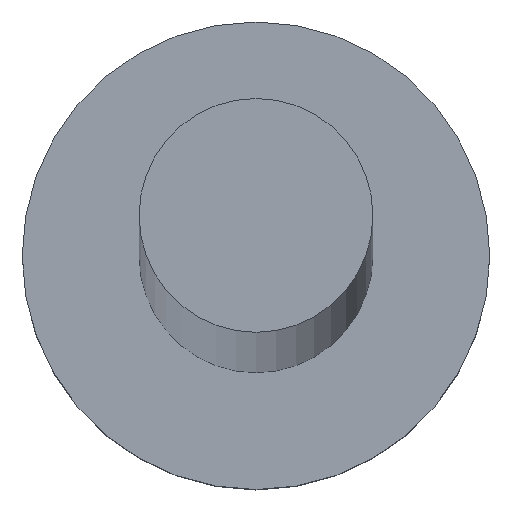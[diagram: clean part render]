
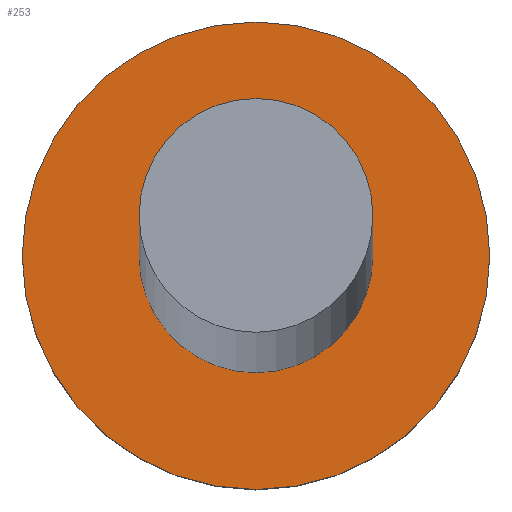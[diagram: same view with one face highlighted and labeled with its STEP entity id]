
A CAD part, top view. The second image highlights one B-rep face of the part: STEP entity #253.
In plain terms, the highlighted planar face has unit normal (0, 0, 1).
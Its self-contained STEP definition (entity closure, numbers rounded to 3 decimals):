
#2 = AXIS2_PLACEMENT_3D ( 'NONE', #211, #236, #239 ) ;
#3 = DIRECTION ( 'NONE',  ( 0., 0., 1. ) ) ;
#11 = VERTEX_POINT ( 'NONE', #47 ) ;
#18 = DIRECTION ( 'NONE',  ( 0., 0., 1. ) ) ;
#19 = DIRECTION ( 'NONE',  ( 1., 0., 0. ) ) ;
#23 = CARTESIAN_POINT ( 'NONE',  ( 0., 0., 2. ) ) ;
#35 = CARTESIAN_POINT ( 'NONE',  ( 0., 0., 2. ) ) ;
#38 = PLANE ( 'NONE',  #188 ) ;
#39 = CARTESIAN_POINT ( 'NONE',  ( -1., 0., 2. ) ) ;
#40 = FACE_OUTER_BOUND ( 'NONE', #146, .T. ) ;
#47 = CARTESIAN_POINT ( 'NONE',  ( 1., 0., 2. ) ) ;
#49 = ORIENTED_EDGE ( 'NONE', *, *, #89, .F. ) ;
#62 = AXIS2_PLACEMENT_3D ( 'NONE', #23, #194, #138 ) ;
#64 = ORIENTED_EDGE ( 'NONE', *, *, #158, .F. ) ;
#73 = EDGE_CURVE ( 'NONE', #81, #203, #139, .T. ) ;
#78 = FACE_BOUND ( 'NONE', #120, .T. ) ;
#81 = VERTEX_POINT ( 'NONE', #251 ) ;
#85 = CIRCLE ( 'NONE', #62, 1. ) ;
#86 = ORIENTED_EDGE ( 'NONE', *, *, #237, .T. ) ;
#89 = EDGE_CURVE ( 'NONE', #11, #165, #222, .T. ) ;
#103 = ORIENTED_EDGE ( 'NONE', *, *, #73, .T. ) ;
#110 = DIRECTION ( 'NONE',  ( 0., 0., 1. ) ) ;
#116 = AXIS2_PLACEMENT_3D ( 'NONE', #35, #110, #191 ) ;
#120 = EDGE_LOOP ( 'NONE', ( #64, #49 ) ) ;
#130 = CIRCLE ( 'NONE', #153, 2. ) ;
#138 = DIRECTION ( 'NONE',  ( 1., 0., 0. ) ) ;
#139 = CIRCLE ( 'NONE', #116, 2. ) ;
#146 = EDGE_LOOP ( 'NONE', ( #103, #86 ) ) ;
#153 = AXIS2_PLACEMENT_3D ( 'NONE', #199, #18, #19 ) ;
#158 = EDGE_CURVE ( 'NONE', #165, #11, #85, .T. ) ;
#159 = DIRECTION ( 'NONE',  ( 1., 0., 0. ) ) ;
#165 = VERTEX_POINT ( 'NONE', #39 ) ;
#178 = CARTESIAN_POINT ( 'NONE',  ( 0., 0., 2. ) ) ;
#188 = AXIS2_PLACEMENT_3D ( 'NONE', #178, #3, #159 ) ;
#191 = DIRECTION ( 'NONE',  ( 1., 0., 0. ) ) ;
#194 = DIRECTION ( 'NONE',  ( 0., 0., 1. ) ) ;
#199 = CARTESIAN_POINT ( 'NONE',  ( 0., 0., 2. ) ) ;
#203 = VERTEX_POINT ( 'NONE', #235 ) ;
#211 = CARTESIAN_POINT ( 'NONE',  ( 0., 0., 2. ) ) ;
#222 = CIRCLE ( 'NONE', #2, 1. ) ;
#235 = CARTESIAN_POINT ( 'NONE',  ( 2., 0., 2. ) ) ;
#236 = DIRECTION ( 'NONE',  ( 0., 0., 1. ) ) ;
#237 = EDGE_CURVE ( 'NONE', #203, #81, #130, .T. ) ;
#239 = DIRECTION ( 'NONE',  ( 1., 0., 0. ) ) ;
#251 = CARTESIAN_POINT ( 'NONE',  ( -2., 0., 2. ) ) ;
#253 = ADVANCED_FACE ( 'NONE', ( #78, #40 ), #38, .T. ) ;
